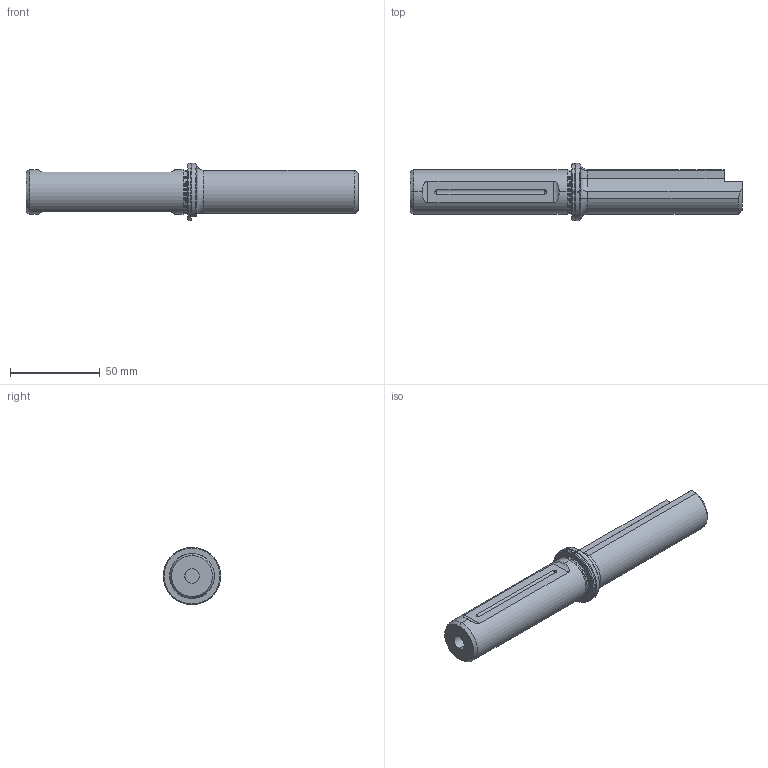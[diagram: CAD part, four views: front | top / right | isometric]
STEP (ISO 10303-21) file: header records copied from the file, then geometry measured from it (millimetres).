
FILE_DESCRIPTION (( 'STEP AP203' ), '1' );
FILE_NAME ('UT-10-25.STEP', '2023-07-17T07:21:22', ( 'TECNICO' ), ( '' ), 'SwSTEP 2.0', 'SolidWorks 2020', '' );
FILE_SCHEMA (( 'CONFIG_CONTROL_DESIGN' ));
Length unit declared in the file: millimetre
Products named in the file (1): UT-10-25
Bounding box: 185 x 32 x 32 mm (x, y, z)
Volume: 73440.1 mm3; surface area: 20155.7 mm2
Topology: 1 solids, 1 shells, 102 faces, 257 edges, 160 vertices
Faces by surface type: plane 35, cylinder 30, cone 19, torus 9, sphere 8, bspline 1
Entity records: 3535 total; most frequent: CARTESIAN_POINT 1062, ORIENTED_EDGE 510, DIRECTION 493, EDGE_CURVE 255, AXIS2_PLACEMENT_3D 191, VERTEX_POINT 160, VECTOR 111, LINE 111
